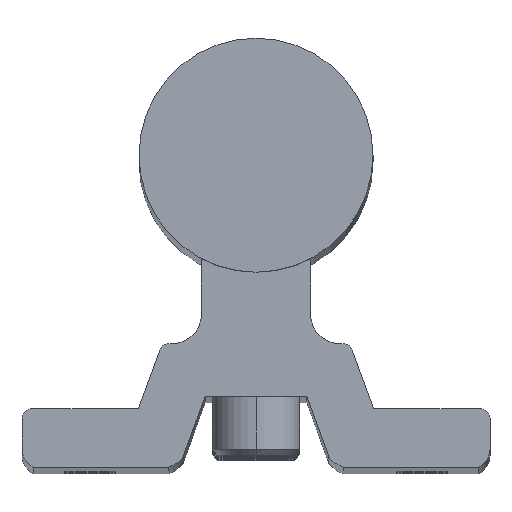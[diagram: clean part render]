
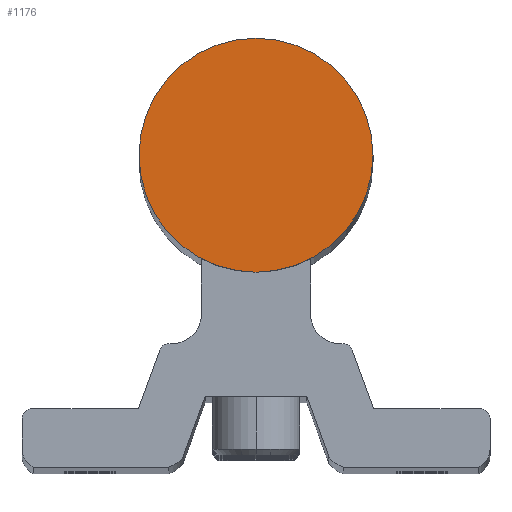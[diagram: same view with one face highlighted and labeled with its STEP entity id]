
A CAD part, top view. The second image highlights one B-rep face of the part: STEP entity #1176.
In plain terms, the highlighted planar face has unit normal (0, 0, 1).
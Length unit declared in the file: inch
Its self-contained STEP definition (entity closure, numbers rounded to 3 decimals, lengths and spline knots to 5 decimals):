
#100 = DIRECTION ( 'NONE',  ( 1., 0., 0. ) ) ;
#760 = AXIS2_PLACEMENT_3D ( 'NONE', #4789, #2706, #1017 ) ;
#1017 = DIRECTION ( 'NONE',  ( 1., 0., 0. ) ) ;
#1176 = ADVANCED_FACE ( 'NONE', ( #2886 ), #4925, .T. ) ;
#2022 = VERTEX_POINT ( 'NONE', #3527 ) ;
#2706 = DIRECTION ( 'NONE',  ( 0., 0., 1. ) ) ;
#2886 = FACE_OUTER_BOUND ( 'NONE', #7263, .T. ) ;
#3521 = ORIENTED_EDGE ( 'NONE', *, *, #5014, .T. ) ;
#3527 = CARTESIAN_POINT ( 'NONE',  ( 1.5, 4., 0. ) ) ;
#3531 = EDGE_CURVE ( 'NONE', #4113, #2022, #8473, .T. ) ;
#3609 = CARTESIAN_POINT ( 'NONE',  ( 0., 4., 0. ) ) ;
#3958 = DIRECTION ( 'NONE',  ( 0., 0., 1. ) ) ;
#4113 = VERTEX_POINT ( 'NONE', #8686 ) ;
#4556 = AXIS2_PLACEMENT_3D ( 'NONE', #3609, #6269, #100 ) ;
#4789 = CARTESIAN_POINT ( 'NONE',  ( 0., 4., 0. ) ) ;
#4925 = PLANE ( 'NONE',  #760 ) ;
#5014 = EDGE_CURVE ( 'NONE', #2022, #4113, #8038, .T. ) ;
#5563 = ORIENTED_EDGE ( 'NONE', *, *, #3531, .T. ) ;
#5722 = AXIS2_PLACEMENT_3D ( 'NONE', #7403, #3958, #6717 ) ;
#6269 = DIRECTION ( 'NONE',  ( 0., 0., 1. ) ) ;
#6717 = DIRECTION ( 'NONE',  ( 1., 0., 0. ) ) ;
#7263 = EDGE_LOOP ( 'NONE', ( #3521, #5563 ) ) ;
#7403 = CARTESIAN_POINT ( 'NONE',  ( 0., 4., 0. ) ) ;
#8038 = CIRCLE ( 'NONE', #5722, 1.5 ) ;
#8473 = CIRCLE ( 'NONE', #4556, 1.5 ) ;
#8686 = CARTESIAN_POINT ( 'NONE',  ( -1.5, 4., 0. ) ) ;
